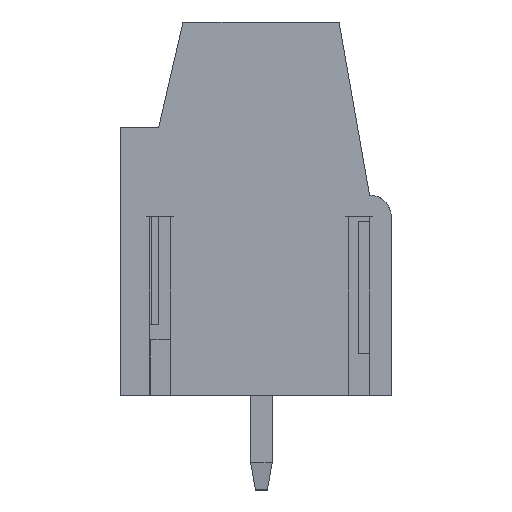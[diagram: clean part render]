
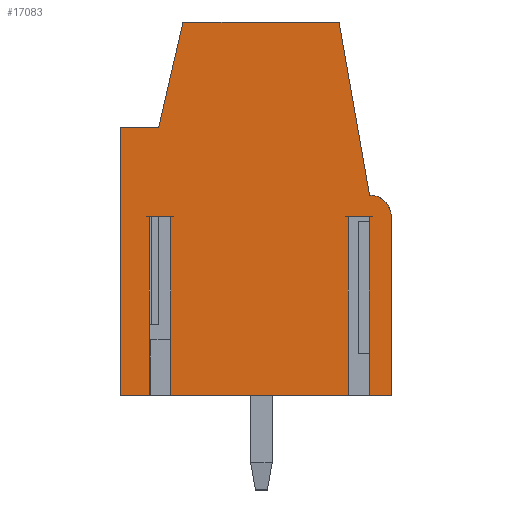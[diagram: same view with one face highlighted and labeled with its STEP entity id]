
A CAD part, left-side view. The second image highlights one B-rep face of the part: STEP entity #17083.
In plain terms, the highlighted planar face has unit normal (-1, 0, 0).
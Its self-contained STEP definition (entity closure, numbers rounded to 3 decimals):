
#16999=AXIS2_PLACEMENT_3D('Plane Axis2P3D',#16996,#16997,#16998) ;
#17029=AXIS2_PLACEMENT_3D('Circle Axis2P3D',#17027,#17028,$) ;
#15783=CARTESIAN_POINT('Vertex',(0.,10.,13.4)) ;
#15867=CARTESIAN_POINT('Vertex',(0.,10.,3.5)) ;
#15870=CARTESIAN_POINT('Line Origine',(0.,10.,8.45)) ;
#15929=CARTESIAN_POINT('Vertex',(0.,7.7,17.3)) ;
#15978=CARTESIAN_POINT('Vertex',(0.,8.6,13.4)) ;
#15981=CARTESIAN_POINT('Line Origine',(0.,8.15,15.35)) ;
#16060=CARTESIAN_POINT('Line Origine',(0.,9.3,13.4)) ;
#16386=CARTESIAN_POINT('Vertex',(0.,8.16,3.5)) ;
#16400=CARTESIAN_POINT('Vertex',(0.,8.94,3.5)) ;
#16403=CARTESIAN_POINT('Line Origine',(0.,9.47,3.5)) ;
#16450=CARTESIAN_POINT('Vertex',(0.,0.,3.5)) ;
#16453=CARTESIAN_POINT('Line Origine',(0.,0.405,3.5)) ;
#16457=CARTESIAN_POINT('Vertex',(0.,0.81,3.5)) ;
#16478=CARTESIAN_POINT('Vertex',(0.,1.59,3.5)) ;
#16481=CARTESIAN_POINT('Line Origine',(0.,4.875,3.5)) ;
#16996=CARTESIAN_POINT('Axis2P3D Location',(0.,10.,0.3)) ;
#17001=CARTESIAN_POINT('Line Origine',(0.,1.59,6.8)) ;
#17005=CARTESIAN_POINT('Vertex',(0.,1.59,10.1)) ;
#17008=CARTESIAN_POINT('Line Origine',(0.,1.2,10.1)) ;
#17012=CARTESIAN_POINT('Vertex',(0.,0.81,10.1)) ;
#17015=CARTESIAN_POINT('Line Origine',(0.,0.81,6.8)) ;
#17020=CARTESIAN_POINT('Line Origine',(0.,0.,6.8)) ;
#17024=CARTESIAN_POINT('Vertex',(0.,0.,10.1)) ;
#17027=CARTESIAN_POINT('Axis2P3D Location',(0.,0.8,10.1)) ;
#17031=CARTESIAN_POINT('Vertex',(0.,0.8,10.9)) ;
#17034=CARTESIAN_POINT('Line Origine',(0.,1.364,14.1)) ;
#17038=CARTESIAN_POINT('Vertex',(0.,1.928,17.3)) ;
#17041=CARTESIAN_POINT('Line Origine',(0.,4.814,17.3)) ;
#17046=CARTESIAN_POINT('Line Origine',(0.,8.94,6.8)) ;
#17050=CARTESIAN_POINT('Vertex',(0.,8.94,10.1)) ;
#17053=CARTESIAN_POINT('Line Origine',(0.,8.55,10.1)) ;
#17057=CARTESIAN_POINT('Vertex',(0.,8.16,10.1)) ;
#17060=CARTESIAN_POINT('Line Origine',(0.,8.16,6.8)) ;
#15871=DIRECTION('Vector Direction',(0.,0.,1.)) ;
#15982=DIRECTION('Vector Direction',(0.,-0.225,0.974)) ;
#16061=DIRECTION('Vector Direction',(0.,-1.,0.)) ;
#16404=DIRECTION('Vector Direction',(0.,-1.,0.)) ;
#16454=DIRECTION('Vector Direction',(0.,-1.,0.)) ;
#16482=DIRECTION('Vector Direction',(0.,-1.,0.)) ;
#16997=DIRECTION('Axis2P3D Direction',(1.,0.,0.)) ;
#16998=DIRECTION('Axis2P3D XDirection',(0.,0.,-1.)) ;
#17002=DIRECTION('Vector Direction',(0.,0.,1.)) ;
#17009=DIRECTION('Vector Direction',(0.,1.,0.)) ;
#17016=DIRECTION('Vector Direction',(0.,0.,1.)) ;
#17021=DIRECTION('Vector Direction',(0.,0.,-1.)) ;
#17028=DIRECTION('Axis2P3D Direction',(1.,0.,0.)) ;
#17035=DIRECTION('Vector Direction',(0.,-0.174,-0.985)) ;
#17042=DIRECTION('Vector Direction',(0.,-1.,0.)) ;
#17047=DIRECTION('Vector Direction',(0.,0.,1.)) ;
#17054=DIRECTION('Vector Direction',(0.,1.,0.)) ;
#17061=DIRECTION('Vector Direction',(0.,0.,1.)) ;
#15872=VECTOR('Line Direction',#15871,1.) ;
#15983=VECTOR('Line Direction',#15982,1.) ;
#16062=VECTOR('Line Direction',#16061,1.) ;
#16405=VECTOR('Line Direction',#16404,1.) ;
#16455=VECTOR('Line Direction',#16454,1.) ;
#16483=VECTOR('Line Direction',#16482,1.) ;
#17003=VECTOR('Line Direction',#17002,1.) ;
#17010=VECTOR('Line Direction',#17009,1.) ;
#17017=VECTOR('Line Direction',#17016,1.) ;
#17022=VECTOR('Line Direction',#17021,1.) ;
#17036=VECTOR('Line Direction',#17035,1.) ;
#17043=VECTOR('Line Direction',#17042,1.) ;
#17048=VECTOR('Line Direction',#17047,1.) ;
#17055=VECTOR('Line Direction',#17054,1.) ;
#17062=VECTOR('Line Direction',#17061,1.) ;
#17066=ORIENTED_EDGE('',*,*,#17007,.T.) ;
#17067=ORIENTED_EDGE('',*,*,#17014,.F.) ;
#17068=ORIENTED_EDGE('',*,*,#17019,.F.) ;
#17069=ORIENTED_EDGE('',*,*,#16459,.T.) ;
#17070=ORIENTED_EDGE('',*,*,#17026,.F.) ;
#17071=ORIENTED_EDGE('',*,*,#17033,.F.) ;
#17072=ORIENTED_EDGE('',*,*,#17040,.F.) ;
#17073=ORIENTED_EDGE('',*,*,#17045,.F.) ;
#17074=ORIENTED_EDGE('',*,*,#15985,.F.) ;
#17075=ORIENTED_EDGE('',*,*,#16064,.F.) ;
#17076=ORIENTED_EDGE('',*,*,#15874,.F.) ;
#17077=ORIENTED_EDGE('',*,*,#16407,.T.) ;
#17078=ORIENTED_EDGE('',*,*,#17052,.T.) ;
#17079=ORIENTED_EDGE('',*,*,#17059,.F.) ;
#17080=ORIENTED_EDGE('',*,*,#17064,.F.) ;
#17081=ORIENTED_EDGE('',*,*,#16485,.T.) ;
#17083=ADVANCED_FACE('HOUSING',(#17082),#17000,.F.) ;
#17030=CIRCLE('generated circle',#17029,0.8) ;
#15874=EDGE_CURVE('',#15868,#15784,#15873,.T.) ;
#15985=EDGE_CURVE('',#15979,#15930,#15984,.T.) ;
#16064=EDGE_CURVE('',#15784,#15979,#16063,.T.) ;
#16407=EDGE_CURVE('',#15868,#16401,#16406,.T.) ;
#16459=EDGE_CURVE('',#16458,#16451,#16456,.T.) ;
#16485=EDGE_CURVE('',#16387,#16479,#16484,.T.) ;
#17007=EDGE_CURVE('',#16479,#17006,#17004,.T.) ;
#17014=EDGE_CURVE('',#17013,#17006,#17011,.T.) ;
#17019=EDGE_CURVE('',#16458,#17013,#17018,.T.) ;
#17026=EDGE_CURVE('',#17025,#16451,#17023,.T.) ;
#17033=EDGE_CURVE('',#17032,#17025,#17030,.T.) ;
#17040=EDGE_CURVE('',#17039,#17032,#17037,.T.) ;
#17045=EDGE_CURVE('',#15930,#17039,#17044,.T.) ;
#17052=EDGE_CURVE('',#16401,#17051,#17049,.T.) ;
#17059=EDGE_CURVE('',#17058,#17051,#17056,.T.) ;
#17064=EDGE_CURVE('',#16387,#17058,#17063,.T.) ;
#17065=EDGE_LOOP('',(#17066,#17067,#17068,#17069,#17070,#17071,#17072,#17073,#17074,#17075,#17076,#17077,#17078,#17079,#17080,#17081)) ;
#17082=FACE_OUTER_BOUND('',#17065,.T.) ;
#15873=LINE('Line',#15870,#15872) ;
#15984=LINE('Line',#15981,#15983) ;
#16063=LINE('Line',#16060,#16062) ;
#16406=LINE('Line',#16403,#16405) ;
#16456=LINE('Line',#16453,#16455) ;
#16484=LINE('Line',#16481,#16483) ;
#17004=LINE('Line',#17001,#17003) ;
#17011=LINE('Line',#17008,#17010) ;
#17018=LINE('Line',#17015,#17017) ;
#17023=LINE('Line',#17020,#17022) ;
#17037=LINE('Line',#17034,#17036) ;
#17044=LINE('Line',#17041,#17043) ;
#17049=LINE('Line',#17046,#17048) ;
#17056=LINE('Line',#17053,#17055) ;
#17063=LINE('Line',#17060,#17062) ;
#17000=PLANE('',#16999) ;
#15784=VERTEX_POINT('',#15783) ;
#15868=VERTEX_POINT('',#15867) ;
#15930=VERTEX_POINT('',#15929) ;
#15979=VERTEX_POINT('',#15978) ;
#16387=VERTEX_POINT('',#16386) ;
#16401=VERTEX_POINT('',#16400) ;
#16451=VERTEX_POINT('',#16450) ;
#16458=VERTEX_POINT('',#16457) ;
#16479=VERTEX_POINT('',#16478) ;
#17006=VERTEX_POINT('',#17005) ;
#17013=VERTEX_POINT('',#17012) ;
#17025=VERTEX_POINT('',#17024) ;
#17032=VERTEX_POINT('',#17031) ;
#17039=VERTEX_POINT('',#17038) ;
#17051=VERTEX_POINT('',#17050) ;
#17058=VERTEX_POINT('',#17057) ;
